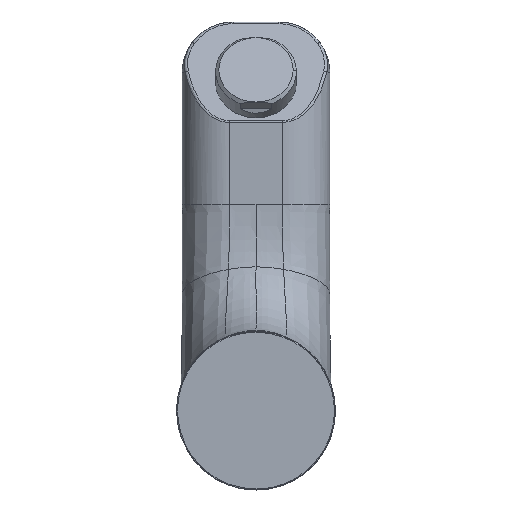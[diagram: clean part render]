
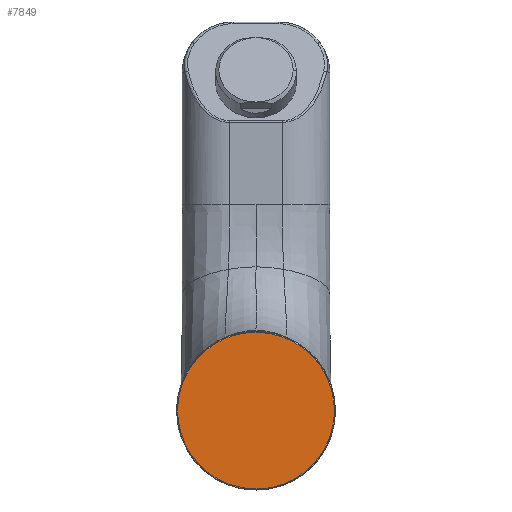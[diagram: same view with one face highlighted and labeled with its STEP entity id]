
A CAD part, front view. The second image highlights one B-rep face of the part: STEP entity #7849.
In plain terms, the highlighted planar face has unit normal (0, -1, 0).
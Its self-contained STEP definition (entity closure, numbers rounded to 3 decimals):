
#1130 = CARTESIAN_POINT ( 'NONE',  ( 0., 0., -23.194 ) ) ;
#1896 = CARTESIAN_POINT ( 'NONE',  ( 0.158, 0., 23.194 ) ) ;
#1897 = CARTESIAN_POINT ( 'NONE',  ( 0.158, 0., 23.194 ) ) ;
#2155 = ORIENTED_EDGE ( 'NONE', *, *, #7933, .F. ) ;
#2479 =( BOUNDED_CURVE ( )  B_SPLINE_CURVE ( 3, ( #14565, #5159, #13358, #6316 ),
 .UNSPECIFIED., .F., .F. ) 
 B_SPLINE_CURVE_WITH_KNOTS ( ( 4, 4 ),
 ( 0., 0.002 ),
 .UNSPECIFIED. ) 
 CURVE ( )  GEOMETRIC_REPRESENTATION_ITEM ( )  RATIONAL_B_SPLINE_CURVE ( ( 1., 1., 1., 1. ) ) 
 REPRESENTATION_ITEM ( '' )  );
#2899 = EDGE_CURVE ( 'NONE', #5776, #13676, #5635, .T. ) ;
#3589 = CARTESIAN_POINT ( 'NONE',  ( 0.158, 0., 23.194 ) ) ;
#4305 = EDGE_CURVE ( 'NONE', #9820, #5776, #4499, .T. ) ;
#4499 =( BOUNDED_CURVE ( )  B_SPLINE_CURVE ( 3, ( #8333, #9399, #11808, #4813 ),
 .UNSPECIFIED., .F., .F. ) 
 B_SPLINE_CURVE_WITH_KNOTS ( ( 4, 4 ),
 ( 0.002, 1. ),
 .UNSPECIFIED. ) 
 CURVE ( )  GEOMETRIC_REPRESENTATION_ITEM ( )  RATIONAL_B_SPLINE_CURVE ( ( 1., 0.336, 0.336, 1. ) ) 
 REPRESENTATION_ITEM ( '' )  );
#4813 = CARTESIAN_POINT ( 'NONE',  ( 0., 0., 23.194 ) ) ;
#5010 = ORIENTED_EDGE ( 'NONE', *, *, #13941, .F. ) ;
#5112 = DIRECTION ( 'NONE',  ( 0., -1., 0. ) ) ;
#5159 = CARTESIAN_POINT ( 'NONE',  ( -0.053, 0., -23.194 ) ) ;
#5635 =( BOUNDED_CURVE ( )  B_SPLINE_CURVE ( 3, ( #11278, #14784, #8891, #1896 ),
 .UNSPECIFIED., .F., .T. ) 
 B_SPLINE_CURVE_WITH_KNOTS ( ( 4, 4 ),
 ( 0., 0.002 ),
 .UNSPECIFIED. ) 
 CURVE ( )  GEOMETRIC_REPRESENTATION_ITEM ( )  RATIONAL_B_SPLINE_CURVE ( ( 1., 1., 1., 1. ) ) 
 REPRESENTATION_ITEM ( '' )  );
#5776 = VERTEX_POINT ( 'NONE', #12543 ) ;
#6316 = CARTESIAN_POINT ( 'NONE',  ( -0.158, 0., -23.194 ) ) ;
#6776 = VERTEX_POINT ( 'NONE', #7455 ) ;
#7455 = CARTESIAN_POINT ( 'NONE',  ( 0., 0., -23.194 ) ) ;
#7849 = ADVANCED_FACE ( 'NONE', ( #13882 ), #13117, .T. ) ;
#7933 = EDGE_CURVE ( 'NONE', #6776, #9820, #2479, .T. ) ;
#8060 = ORIENTED_EDGE ( 'NONE', *, *, #4305, .F. ) ;
#8333 = CARTESIAN_POINT ( 'NONE',  ( -0.158, 0., -23.194 ) ) ;
#8891 = CARTESIAN_POINT ( 'NONE',  ( 0.105, 0., 23.194 ) ) ;
#9183 =( BOUNDED_CURVE ( )  B_SPLINE_CURVE ( 3, ( #3589, #14171, #15153, #1130 ),
 .UNSPECIFIED., .F., .F. ) 
 B_SPLINE_CURVE_WITH_KNOTS ( ( 4, 4 ),
 ( 0.002, 1. ),
 .UNSPECIFIED. ) 
 CURVE ( )  GEOMETRIC_REPRESENTATION_ITEM ( )  RATIONAL_B_SPLINE_CURVE ( ( 1., 0.336, 0.336, 1. ) ) 
 REPRESENTATION_ITEM ( '' )  );
#9399 = CARTESIAN_POINT ( 'NONE',  ( -46.231, 0., -22.88 ) ) ;
#9794 = DIRECTION ( 'NONE',  ( 0., 0., -1. ) ) ;
#9820 = VERTEX_POINT ( 'NONE', #11444 ) ;
#9888 = CARTESIAN_POINT ( 'NONE',  ( 0., 0., 0. ) ) ;
#10028 = EDGE_LOOP ( 'NONE', ( #2155, #5010, #13003, #8060 ) ) ;
#11278 = CARTESIAN_POINT ( 'NONE',  ( 0., 0., 23.194 ) ) ;
#11444 = CARTESIAN_POINT ( 'NONE',  ( -0.158, 0., -23.194 ) ) ;
#11808 = CARTESIAN_POINT ( 'NONE',  ( -46.075, 0., 23.194 ) ) ;
#12543 = CARTESIAN_POINT ( 'NONE',  ( 0., 0., 23.194 ) ) ;
#13003 = ORIENTED_EDGE ( 'NONE', *, *, #2899, .F. ) ;
#13117 = PLANE ( 'NONE',  #14602 ) ;
#13358 = CARTESIAN_POINT ( 'NONE',  ( -0.105, 0., -23.194 ) ) ;
#13676 = VERTEX_POINT ( 'NONE', #1897 ) ;
#13882 = FACE_OUTER_BOUND ( 'NONE', #10028, .T. ) ;
#13941 = EDGE_CURVE ( 'NONE', #13676, #6776, #9183, .T. ) ;
#14171 = CARTESIAN_POINT ( 'NONE',  ( 46.231, 0., 22.88 ) ) ;
#14565 = CARTESIAN_POINT ( 'NONE',  ( 0., 0., -23.194 ) ) ;
#14602 = AXIS2_PLACEMENT_3D ( 'NONE', #9888, #5112, #9794 ) ;
#14784 = CARTESIAN_POINT ( 'NONE',  ( 0.053, 0., 23.194 ) ) ;
#15153 = CARTESIAN_POINT ( 'NONE',  ( 46.075, 0., -23.194 ) ) ;
